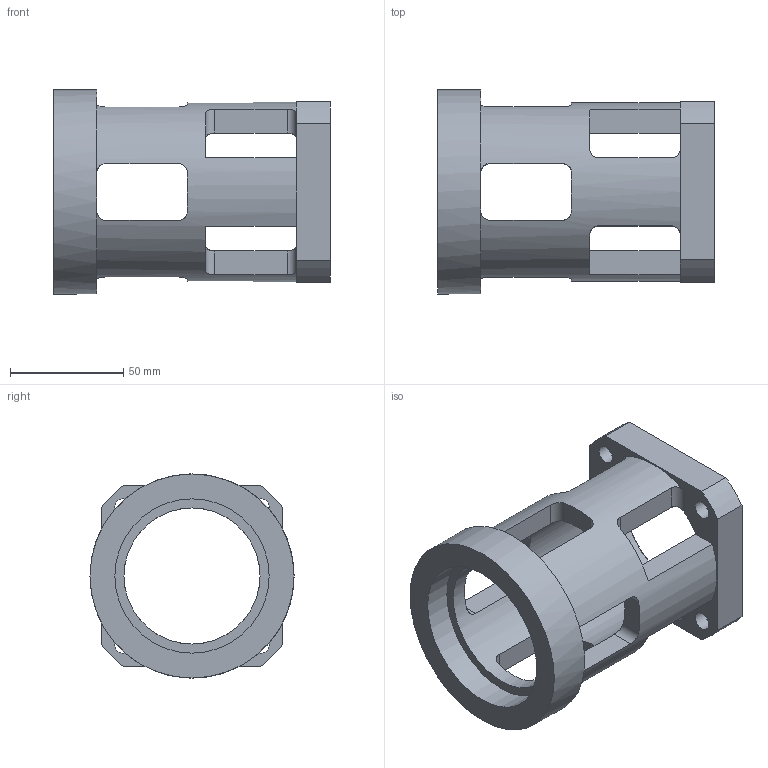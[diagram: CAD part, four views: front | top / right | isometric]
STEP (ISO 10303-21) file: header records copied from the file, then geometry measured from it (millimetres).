
FILE_DESCRIPTION(/* description */ (''),/* implementation_level */ '2;1');
FILE_NAME(/* name */ 'VK CTV 200 MTV110 90 GESM2428.stp',/* time_stamp */ '2017-08-23T08:44:22+02:00',/* author */ ('PVeber'),/* organization */ (''),/* preprocessor_version */ 'ST-DEVELOPER v16.1',/* originating_system */ 'Autodesk Inventor 2016',/* authorisation */ '');
FILE_SCHEMA (('AUTOMOTIVE_DESIGN { 1 0 10303 214 3 1 1 }'));
Length unit declared in the file: millimetre
Products named in the file (1): VK CTV 200 MTV110 90 GESM2428
Bounding box: 122 x 90 x 90 mm (x, y, z)
Volume: 205845 mm3; surface area: 60394.9 mm2
Topology: 1 solids, 1 shells, 72 faces, 228 edges, 153 vertices
Faces by surface type: cylinder 37, plane 34, cone 1
Full cylindrical faces by diameter (mm): 8.2 x4, 60 x1, 68 x2, 79 x1, 90 x1
Entity records: 2897 total; most frequent: CARTESIAN_POINT 859, ORIENTED_EDGE 418, DIRECTION 364, EDGE_CURVE 209, VERTEX_POINT 145, AXIS2_PLACEMENT_3D 130, EDGE_LOOP 104, LINE 104
